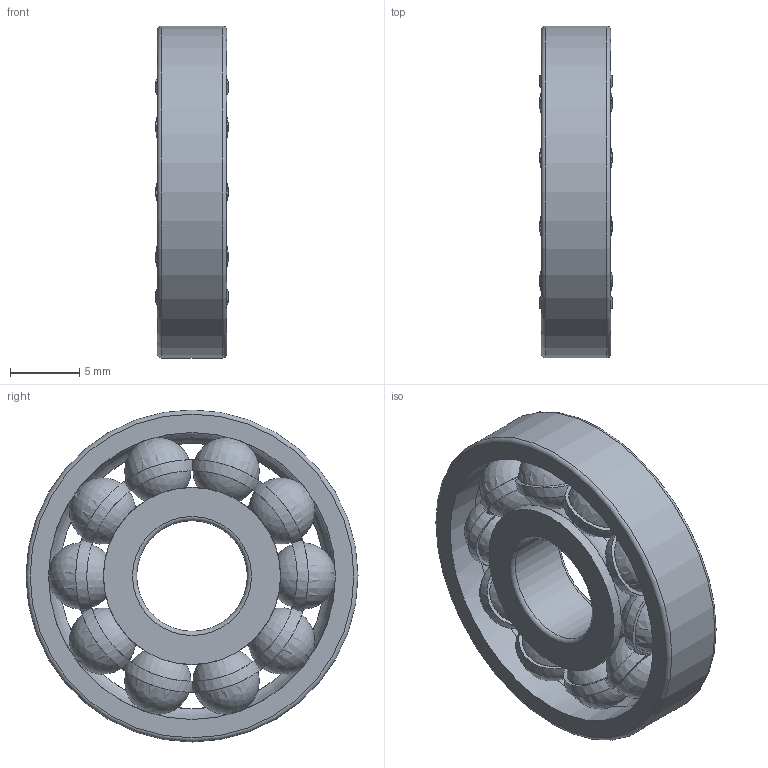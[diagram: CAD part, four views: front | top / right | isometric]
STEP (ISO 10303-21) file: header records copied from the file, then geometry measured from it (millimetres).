
FILE_DESCRIPTION (( 'STEP AP214' ), '1' );
FILE_NAME ('ISO 15 ABB - 828 - Full,DE,AC,Full_68.STEP', '2025-01-22T14:11:34', ( '' ), ( '' ), 'SwSTEP 2.0', 'SolidWorks 2025', '' );
FILE_SCHEMA (( 'AUTOMOTIVE_DESIGN' ));
Length unit declared in the file: millimetre
Products named in the file (1): ISO 15 ABB - 828 - Full,DE,AC,Full_68_ISO 15 ABB - 828 - Full,DE,AC,Full_68
Bounding box: 5.24 x 24 x 24 mm (x, y, z)
Volume: 1519.7 mm3; surface area: 2125 mm2
Topology: 1 solids, 1 shells, 96 faces, 288 edges, 196 vertices
Faces by surface type: sphere 40, torus 24, plane 24, cylinder 8
Full cylindrical faces by diameter (mm): 8 x1, 11.25 x1, 12.8 x1, 15.2 x1, 16.8 x1, 19.2 x1, 20.75 x1, 24 x1
Entity records: 5905 total; most frequent: CARTESIAN_POINT 3415, ORIENTED_EDGE 544, DIRECTION 458, EDGE_CURVE 272, AXIS2_PLACEMENT_3D 229, VERTEX_POINT 192, EDGE_LOOP 152, B_SPLINE_CURVE_WITH_KNOTS 140
